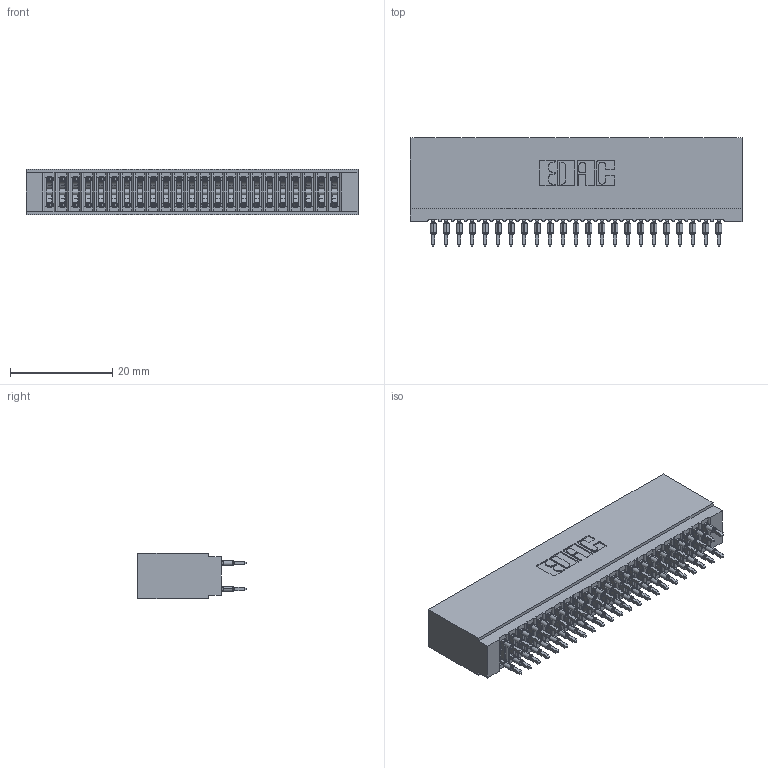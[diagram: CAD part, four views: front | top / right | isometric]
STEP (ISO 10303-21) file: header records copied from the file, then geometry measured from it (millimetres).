
FILE_DESCRIPTION (( 'STEP AP203' ), '1' );
FILE_NAME ('745-046-525-201.STEP', '2026-02-26T17:57:15', ( '' ), ( '' ), 'SwSTEP 2.0', 'SolidWorks 2023', '' );
FILE_SCHEMA (( 'CONFIG_CONTROL_DESIGN' ));
Length unit declared in the file: millimetre
Products named in the file (3): 745 Part_Insulator Option - 01; 745-292-001_525; 745-046-525-201
Assembly tree (47 placements, depth 2):
  745-046-525-201
    745 Part_Insulator Option - 01
    745-292-001_525  x46
Bounding box: 65.02 x 21.22 x 8.89 mm (x, y, z)
Volume: 5958.5 mm3; surface area: 11630.3 mm2
Topology: 47 solids, 47 shells, 4212 faces, 11321 edges, 7118 vertices
Faces by surface type: plane 2171, bspline 920, cylinder 845, torus 276
Entity records: 41315 total; most frequent: CARTESIAN_POINT 7675, ORIENTED_EDGE 7072, DIRECTION 6194, EDGE_CURVE 3536, VECTOR 3216, LINE 3216, VERTEX_POINT 2258, AXIS2_PLACEMENT_3D 1489
